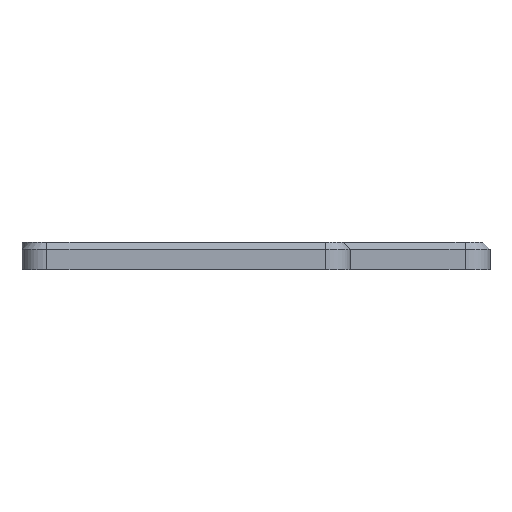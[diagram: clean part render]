
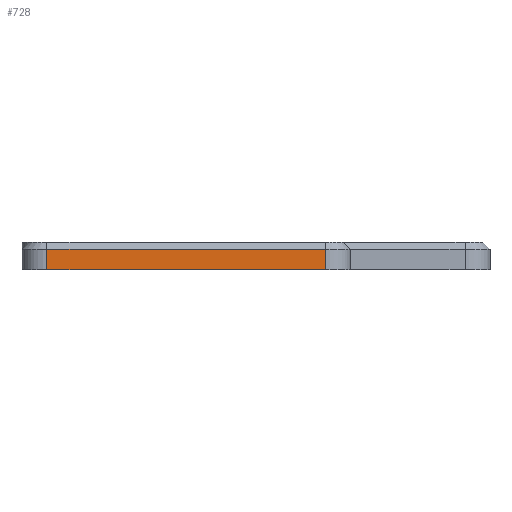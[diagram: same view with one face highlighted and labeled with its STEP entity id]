
A CAD part, left-side view. The second image highlights one B-rep face of the part: STEP entity #728.
In plain terms, the highlighted planar face has unit normal (-1, 0, 0).
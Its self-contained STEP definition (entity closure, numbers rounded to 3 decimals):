
#161 = VERTEX_POINT('',#162);
#162 = CARTESIAN_POINT('',(-99.4,-1.,1.2));
#169 = EDGE_CURVE('',#170,#161,#172,.T.);
#170 = VERTEX_POINT('',#171);
#171 = CARTESIAN_POINT('',(-99.4,-1.,-1.6));
#172 = LINE('',#173,#174);
#173 = CARTESIAN_POINT('',(-99.4,-1.,-1.6));
#174 = VECTOR('',#175,1.);
#175 = DIRECTION('',(0.,0.,1.));
#359 = EDGE_CURVE('',#170,#360,#362,.T.);
#360 = VERTEX_POINT('',#361);
#361 = CARTESIAN_POINT('',(-99.4,-39.,-1.6));
#362 = LINE('',#363,#364);
#363 = CARTESIAN_POINT('',(-99.4,-1.,-1.6));
#364 = VECTOR('',#365,1.);
#365 = DIRECTION('',(0.,-1.,0.));
#728 = ADVANCED_FACE('',(#729),#747,.F.);
#729 = FACE_BOUND('',#730,.F.);
#730 = EDGE_LOOP('',(#731,#732,#740,#746));
#731 = ORIENTED_EDGE('',*,*,#169,.T.);
#732 = ORIENTED_EDGE('',*,*,#733,.T.);
#733 = EDGE_CURVE('',#161,#734,#736,.T.);
#734 = VERTEX_POINT('',#735);
#735 = CARTESIAN_POINT('',(-99.4,-39.,1.2));
#736 = LINE('',#737,#738);
#737 = CARTESIAN_POINT('',(-99.4,-1.,1.2));
#738 = VECTOR('',#739,1.);
#739 = DIRECTION('',(0.,-1.,0.));
#740 = ORIENTED_EDGE('',*,*,#741,.F.);
#741 = EDGE_CURVE('',#360,#734,#742,.T.);
#742 = LINE('',#743,#744);
#743 = CARTESIAN_POINT('',(-99.4,-39.,-1.6));
#744 = VECTOR('',#745,1.);
#745 = DIRECTION('',(0.,0.,1.));
#746 = ORIENTED_EDGE('',*,*,#359,.F.);
#747 = PLANE('',#748);
#748 = AXIS2_PLACEMENT_3D('',#749,#750,#751);
#749 = CARTESIAN_POINT('',(-99.4,-1.,-1.6));
#750 = DIRECTION('',(1.,0.,0.));
#751 = DIRECTION('',(0.,-1.,0.));
